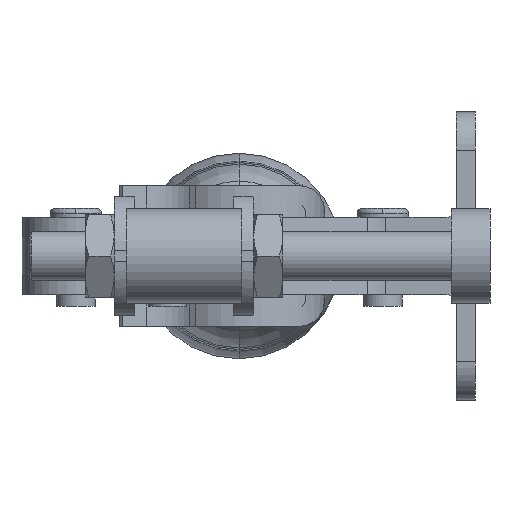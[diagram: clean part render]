
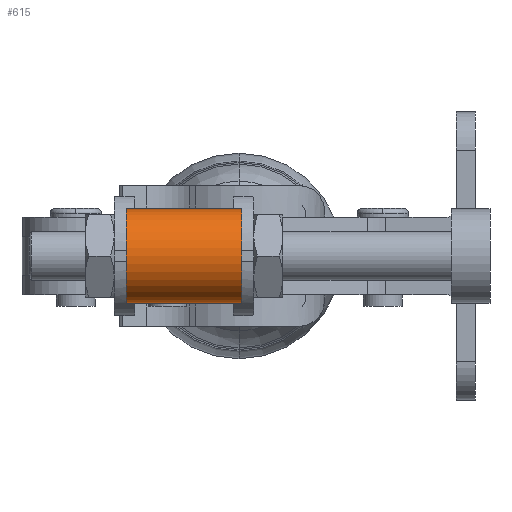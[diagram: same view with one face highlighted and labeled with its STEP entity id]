
A CAD part, left-side view. The second image highlights one B-rep face of the part: STEP entity #615.
In plain terms, the highlighted cylindrical face has radius 9.7 mm (diameter 19.4 mm), a partial arc.
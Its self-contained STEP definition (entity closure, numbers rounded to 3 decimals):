
#615 = ADVANCED_FACE( '', ( #1167 ), #1168, .T. );
#1167 = FACE_OUTER_BOUND( '', #1834, .T. );
#1168 = CYLINDRICAL_SURFACE( '', #1835, 9.7 );
#1834 = EDGE_LOOP( '', ( #3805, #3806, #3807, #3808 ) );
#1835 = AXIS2_PLACEMENT_3D( '', #3809, #3810, #3811 );
#3805 = ORIENTED_EDGE( '', *, *, #5162, .T. );
#3806 = ORIENTED_EDGE( '', *, *, #5215, .F. );
#3807 = ORIENTED_EDGE( '', *, *, #5192, .T. );
#3808 = ORIENTED_EDGE( '', *, *, #5214, .T. );
#3809 = CARTESIAN_POINT( '', ( -96.9, 42.3, 0. ) );
#3810 = DIRECTION( '', ( 0., -1., 0. ) );
#3811 = DIRECTION( '', ( 0., 0., -1. ) );
#5162 = EDGE_CURVE( '', #6338, #6336, #6339, .T. );
#5192 = EDGE_CURVE( '', #6397, #6395, #6398, .T. );
#5214 = EDGE_CURVE( '', #6395, #6338, #6426, .T. );
#5215 = EDGE_CURVE( '', #6397, #6336, #6427, .T. );
#6336 = VERTEX_POINT( '', #7971 );
#6338 = VERTEX_POINT( '', #7974 );
#6339 = CIRCLE( '', #7975, 9.7 );
#6395 = VERTEX_POINT( '', #8043 );
#6397 = VERTEX_POINT( '', #8046 );
#6398 = CIRCLE( '', #8047, 9.7 );
#6426 = LINE( '', #8092, #8093 );
#6427 = LINE( '', #8094, #8095 );
#7971 = CARTESIAN_POINT( '', ( -96.9, 72., -9.7 ) );
#7974 = CARTESIAN_POINT( '', ( -96.9, 72., 9.7 ) );
#7975 = AXIS2_PLACEMENT_3D( '', #10250, #10251, #10252 );
#8043 = CARTESIAN_POINT( '', ( -96.9, 48.2, 9.7 ) );
#8046 = CARTESIAN_POINT( '', ( -96.9, 48.2, -9.7 ) );
#8047 = AXIS2_PLACEMENT_3D( '', #10314, #10315, #10316 );
#8092 = CARTESIAN_POINT( '', ( -96.9, 42.3, 9.7 ) );
#8093 = VECTOR( '', #10346, 1. );
#8094 = CARTESIAN_POINT( '', ( -96.9, 42.3, -9.7 ) );
#8095 = VECTOR( '', #10347, 1. );
#10250 = CARTESIAN_POINT( '', ( -96.9, 72., 0. ) );
#10251 = DIRECTION( '', ( 0., -1., 0. ) );
#10252 = DIRECTION( '', ( 0., 0., -1. ) );
#10314 = CARTESIAN_POINT( '', ( -96.9, 48.2, 0. ) );
#10315 = DIRECTION( '', ( 0., 1., 0. ) );
#10316 = DIRECTION( '', ( 0., 0., -1. ) );
#10346 = DIRECTION( '', ( 0., 1., 0. ) );
#10347 = DIRECTION( '', ( 0., 1., 0. ) );
